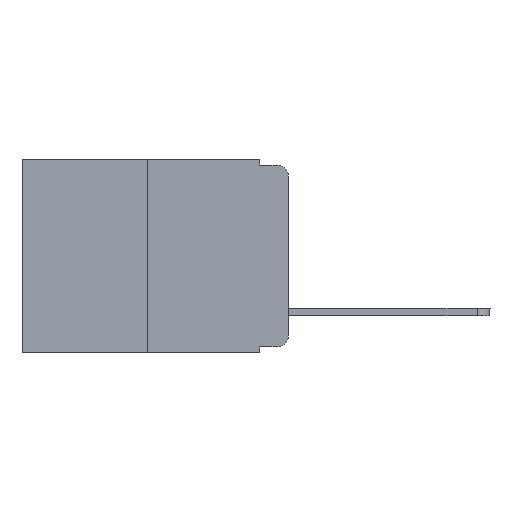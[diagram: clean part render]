
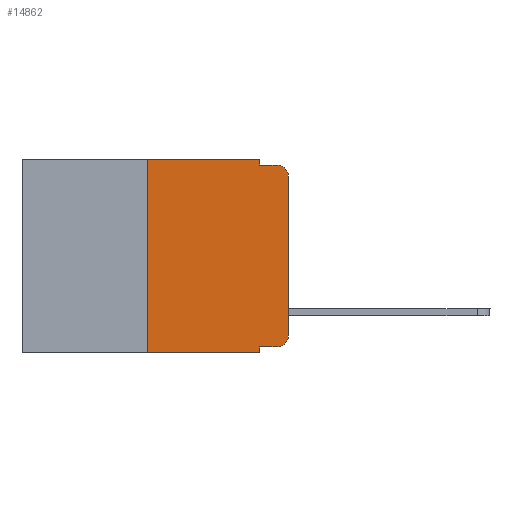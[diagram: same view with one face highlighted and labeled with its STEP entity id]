
A CAD part, left-side view. The second image highlights one B-rep face of the part: STEP entity #14862.
In plain terms, the highlighted planar face has unit normal (-1, 0, 0).
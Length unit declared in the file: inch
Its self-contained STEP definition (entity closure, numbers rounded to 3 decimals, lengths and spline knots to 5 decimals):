
#123 = CARTESIAN_POINT ( 'NONE',  ( 0., 0., 0. ) ) ;
#1221 = VERTEX_POINT ( 'NONE', #5379 ) ;
#1240 = VECTOR ( 'NONE', #15786, 39.37008 ) ;
#1490 = CARTESIAN_POINT ( 'NONE',  ( 0., 0.051, 0. ) ) ;
#1536 = CARTESIAN_POINT ( 'NONE',  ( 0., 0.25, 0. ) ) ;
#1808 = AXIS2_PLACEMENT_3D ( 'NONE', #2290, #20283, #21836 ) ;
#1826 = LINE ( 'NONE', #19825, #9515 ) ;
#1940 = VERTEX_POINT ( 'NONE', #12488 ) ;
#1942 = CARTESIAN_POINT ( 'NONE',  ( 0., 0.051, -0.343 ) ) ;
#2290 = CARTESIAN_POINT ( 'NONE',  ( 0., 0.02, -0.313 ) ) ;
#2692 = CARTESIAN_POINT ( 'NONE',  ( 0., 0.051, 0. ) ) ;
#2842 = VECTOR ( 'NONE', #18861, 39.37008 ) ;
#3471 = DIRECTION ( 'NONE',  ( 0., 0., 1. ) ) ;
#4240 = VERTEX_POINT ( 'NONE', #1490 ) ;
#4600 = CIRCLE ( 'NONE', #23088, 0.02 ) ;
#5156 = LINE ( 'NONE', #1536, #11937 ) ;
#5249 = CARTESIAN_POINT ( 'NONE',  ( 0., 0., -0.313 ) ) ;
#5265 = EDGE_CURVE ( 'NONE', #4240, #8156, #14995, .T. ) ;
#5379 = CARTESIAN_POINT ( 'NONE',  ( 0., 0.051, -0.333 ) ) ;
#5588 = PLANE ( 'NONE',  #25200 ) ;
#5794 = VERTEX_POINT ( 'NONE', #8239 ) ;
#5973 = ORIENTED_EDGE ( 'NONE', *, *, #8360, .F. ) ;
#6954 = CARTESIAN_POINT ( 'NONE',  ( 0., 0.02, -0.03 ) ) ;
#7129 = DIRECTION ( 'NONE',  ( 1., 0., 0. ) ) ;
#7336 = EDGE_CURVE ( 'NONE', #8156, #10191, #20609, .T. ) ;
#7508 = VERTEX_POINT ( 'NONE', #12605 ) ;
#7714 = ORIENTED_EDGE ( 'NONE', *, *, #20249, .T. ) ;
#7744 = DIRECTION ( 'NONE',  ( 0., -1., 0. ) ) ;
#8102 = EDGE_CURVE ( 'NONE', #1221, #7508, #18207, .T. ) ;
#8156 = VERTEX_POINT ( 'NONE', #13284 ) ;
#8239 = CARTESIAN_POINT ( 'NONE',  ( 0., 0.25, 0. ) ) ;
#8360 = EDGE_CURVE ( 'NONE', #5794, #4240, #14065, .T. ) ;
#9296 = DIRECTION ( 'NONE',  ( 0., 0., -1. ) ) ;
#9515 = VECTOR ( 'NONE', #7744, 39.37008 ) ;
#10191 = VERTEX_POINT ( 'NONE', #19363 ) ;
#11062 = ORIENTED_EDGE ( 'NONE', *, *, #15665, .F. ) ;
#11185 = EDGE_CURVE ( 'NONE', #23056, #21592, #24195, .T. ) ;
#11222 = FACE_OUTER_BOUND ( 'NONE', #15754, .T. ) ;
#11249 = EDGE_CURVE ( 'NONE', #1221, #25161, #18489, .T. ) ;
#11382 = CARTESIAN_POINT ( 'NONE',  ( 0., 0.051, 0. ) ) ;
#11937 = VECTOR ( 'NONE', #3471, 39.37008 ) ;
#12488 = CARTESIAN_POINT ( 'NONE',  ( 0., 0.25, -0.343 ) ) ;
#12605 = CARTESIAN_POINT ( 'NONE',  ( 0., 0.02, -0.333 ) ) ;
#13276 = CARTESIAN_POINT ( 'NONE',  ( 0., 0.473, 0. ) ) ;
#13284 = CARTESIAN_POINT ( 'NONE',  ( 0., 0.051, -0.01 ) ) ;
#14065 = LINE ( 'NONE', #19991, #22083 ) ;
#14412 = EDGE_CURVE ( 'NONE', #21592, #10191, #4600, .T. ) ;
#14862 = ADVANCED_FACE ( 'NONE', ( #11222 ), #5588, .F. ) ;
#14995 = LINE ( 'NONE', #11382, #16256 ) ;
#15434 = VECTOR ( 'NONE', #22814, 39.37008 ) ;
#15665 = EDGE_CURVE ( 'NONE', #1940, #5794, #5156, .T. ) ;
#15754 = EDGE_LOOP ( 'NONE', ( #22859, #20000, #21605, #18537, #5973, #11062, #19261, #19808, #22926, #7714 ) ) ;
#15786 = DIRECTION ( 'NONE',  ( 0., 0., 1. ) ) ;
#16256 = VECTOR ( 'NONE', #17305, 39.37008 ) ;
#16709 = VECTOR ( 'NONE', #18831, 39.37008 ) ;
#16753 = CARTESIAN_POINT ( 'NONE',  ( 0., 0.051, -0.01 ) ) ;
#16909 = CARTESIAN_POINT ( 'NONE',  ( 0., 0.051, -0.333 ) ) ;
#17089 = DIRECTION ( 'NONE',  ( -1., 0., 0. ) ) ;
#17305 = DIRECTION ( 'NONE',  ( 0., 0., -1. ) ) ;
#17797 = DIRECTION ( 'NONE',  ( 0., -1., 0. ) ) ;
#17919 = EDGE_CURVE ( 'NONE', #1940, #25161, #1826, .T. ) ;
#18207 = LINE ( 'NONE', #16909, #16709 ) ;
#18326 = CARTESIAN_POINT ( 'NONE',  ( 0., 0., -0.03 ) ) ;
#18489 = LINE ( 'NONE', #2692, #2842 ) ;
#18537 = ORIENTED_EDGE ( 'NONE', *, *, #5265, .F. ) ;
#18831 = DIRECTION ( 'NONE',  ( 0., -1., 0. ) ) ;
#18861 = DIRECTION ( 'NONE',  ( 0., 0., -1. ) ) ;
#19261 = ORIENTED_EDGE ( 'NONE', *, *, #17919, .T. ) ;
#19363 = CARTESIAN_POINT ( 'NONE',  ( 0., 0.02, -0.01 ) ) ;
#19808 = ORIENTED_EDGE ( 'NONE', *, *, #11249, .F. ) ;
#19825 = CARTESIAN_POINT ( 'NONE',  ( 0., 0.473, -0.343 ) ) ;
#19991 = CARTESIAN_POINT ( 'NONE',  ( 0., 0.473, 0. ) ) ;
#20000 = ORIENTED_EDGE ( 'NONE', *, *, #14412, .T. ) ;
#20249 = EDGE_CURVE ( 'NONE', #7508, #23056, #25228, .T. ) ;
#20283 = DIRECTION ( 'NONE',  ( -1., 0., 0. ) ) ;
#20609 = LINE ( 'NONE', #16753, #15434 ) ;
#21592 = VERTEX_POINT ( 'NONE', #18326 ) ;
#21605 = ORIENTED_EDGE ( 'NONE', *, *, #7336, .F. ) ;
#21836 = DIRECTION ( 'NONE',  ( 0., 0., -1. ) ) ;
#22083 = VECTOR ( 'NONE', #17797, 39.37008 ) ;
#22523 = DIRECTION ( 'NONE',  ( 0., 0., -1. ) ) ;
#22814 = DIRECTION ( 'NONE',  ( 0., -1., 0. ) ) ;
#22859 = ORIENTED_EDGE ( 'NONE', *, *, #11185, .T. ) ;
#22926 = ORIENTED_EDGE ( 'NONE', *, *, #8102, .T. ) ;
#23056 = VERTEX_POINT ( 'NONE', #5249 ) ;
#23088 = AXIS2_PLACEMENT_3D ( 'NONE', #6954, #17089, #22523 ) ;
#24195 = LINE ( 'NONE', #123, #1240 ) ;
#25161 = VERTEX_POINT ( 'NONE', #1942 ) ;
#25200 = AXIS2_PLACEMENT_3D ( 'NONE', #13276, #7129, #9296 ) ;
#25228 = CIRCLE ( 'NONE', #1808, 0.02 ) ;
